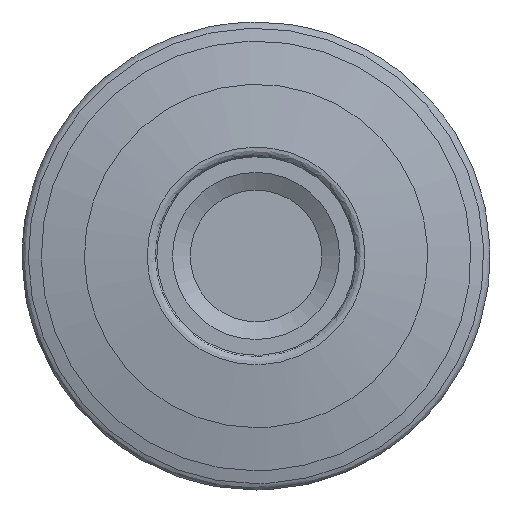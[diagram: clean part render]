
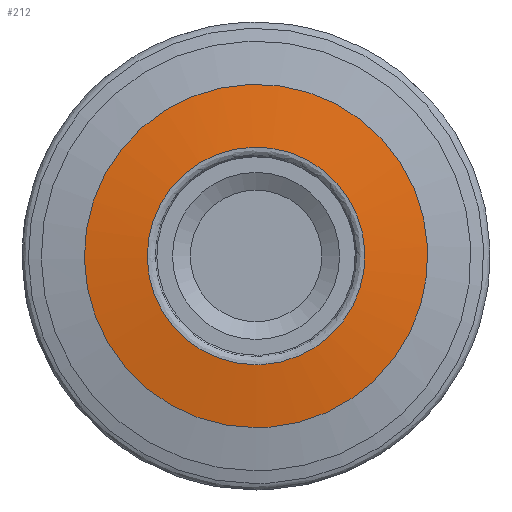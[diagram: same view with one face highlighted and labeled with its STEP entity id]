
A CAD part, left-side view. The second image highlights one B-rep face of the part: STEP entity #212.
In plain terms, the highlighted face is a revolution surface.
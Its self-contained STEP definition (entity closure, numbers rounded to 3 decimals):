
#40=SURFACE_OF_REVOLUTION('',#72,#56);
#56=AXIS1_PLACEMENT('',#735,#620);
#72=LINE('',#734,#80);
#80=VECTOR('',#619,4.37);
#160=FACE_BOUND('',#272,.T.);
#161=FACE_BOUND('',#273,.T.);
#212=ADVANCED_FACE('',(#160,#161),#40,.F.);
#272=EDGE_LOOP('',(#342));
#273=EDGE_LOOP('',(#343));
#342=ORIENTED_EDGE('',*,*,#428,.T.);
#343=ORIENTED_EDGE('',*,*,#429,.F.);
#393=VERTEX_POINT('',#731);
#394=VERTEX_POINT('',#733);
#428=EDGE_CURVE('',#393,#393,#463,.T.);
#429=EDGE_CURVE('',#394,#394,#464,.T.);
#463=CIRCLE('',#519,7.441);
#464=CIRCLE('',#520,11.74);
#519=AXIS2_PLACEMENT_3D('',#730,#615,#616);
#520=AXIS2_PLACEMENT_3D('',#732,#617,#618);
#615=DIRECTION('',(1.,0.,0.));
#616=DIRECTION('',(0.,0.,-1.));
#617=DIRECTION('',(1.,0.,0.));
#618=DIRECTION('',(0.,0.,-1.));
#619=DIRECTION('',(-0.139,0.988,0.064));
#620=DIRECTION('',(1.,0.,0.));
#730=CARTESIAN_POINT('',(0.,0.,0.));
#731=CARTESIAN_POINT('',(0.,0.,-7.441));
#732=CARTESIAN_POINT('',(0.606,0.,0.));
#733=CARTESIAN_POINT('',(0.606,0.,-11.74));
#734=CARTESIAN_POINT('',(0.606,-11.736,0.308));
#735=CARTESIAN_POINT('',(2.541,0.,0.));
